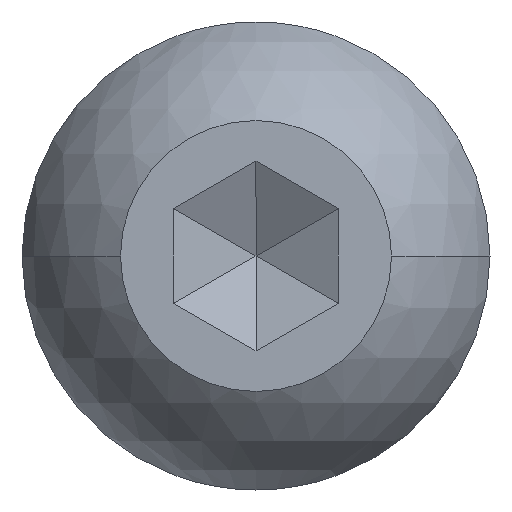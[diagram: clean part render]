
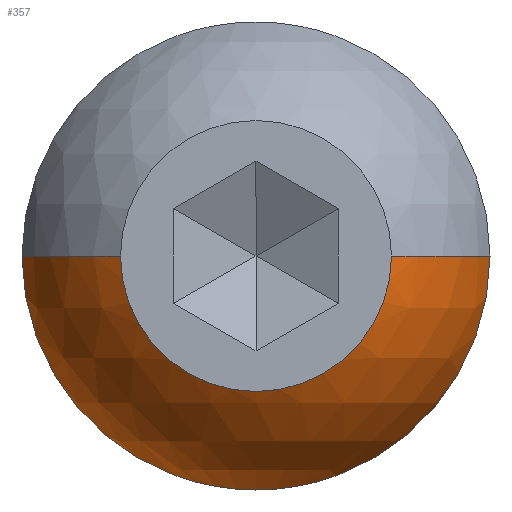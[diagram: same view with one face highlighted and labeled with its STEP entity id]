
A CAD part, left-side view. The second image highlights one B-rep face of the part: STEP entity #357.
In plain terms, the highlighted spherical face has radius 2.963 mm.
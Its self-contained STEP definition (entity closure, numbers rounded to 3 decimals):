
#17 = DIRECTION ( 'NONE',  ( 0., 0., 1. ) ) ;
#25 = FACE_OUTER_BOUND ( 'NONE', #333, .T. ) ;
#36 = DIRECTION ( 'NONE',  ( 0., 0., 1. ) ) ;
#61 = VERTEX_POINT ( 'NONE', #382 ) ;
#81 = DIRECTION ( 'NONE',  ( 0., 0., -1. ) ) ;
#101 = CIRCLE ( 'NONE', #273, 2.963 ) ;
#106 = AXIS2_PLACEMENT_3D ( 'NONE', #494, #36, #409 ) ;
#112 = EDGE_CURVE ( 'NONE', #474, #61, #162, .T. ) ;
#120 = CIRCLE ( 'NONE', #336, 1.65 ) ;
#128 = AXIS2_PLACEMENT_3D ( 'NONE', #427, #337, #17 ) ;
#131 = DIRECTION ( 'NONE',  ( 0., 0., 1. ) ) ;
#135 = CARTESIAN_POINT ( 'NONE',  ( 2.461, 0., 0. ) ) ;
#162 = CIRCLE ( 'NONE', #106, 2.963 ) ;
#190 = ORIENTED_EDGE ( 'NONE', *, *, #112, .F. ) ;
#201 = ORIENTED_EDGE ( 'NONE', *, *, #278, .T. ) ;
#210 = DIRECTION ( 'NONE',  ( -1., 0., 0. ) ) ;
#211 = CARTESIAN_POINT ( 'NONE',  ( 0., 0., 0. ) ) ;
#215 = VERTEX_POINT ( 'NONE', #509 ) ;
#222 = ORIENTED_EDGE ( 'NONE', *, *, #306, .F. ) ;
#255 = DIRECTION ( 'NONE',  ( 0., 0., -1. ) ) ;
#269 = ORIENTED_EDGE ( 'NONE', *, *, #432, .T. ) ;
#270 = AXIS2_PLACEMENT_3D ( 'NONE', #135, #255, #303 ) ;
#273 = AXIS2_PLACEMENT_3D ( 'NONE', #326, #81, #373 ) ;
#278 = EDGE_CURVE ( 'NONE', #215, #463, #101, .T. ) ;
#303 = DIRECTION ( 'NONE',  ( 0., 1., 0. ) ) ;
#306 = EDGE_CURVE ( 'NONE', #61, #463, #120, .T. ) ;
#326 = CARTESIAN_POINT ( 'NONE',  ( 2.461, 0., 0. ) ) ;
#333 = EDGE_LOOP ( 'NONE', ( #269, #201, #222, #190 ) ) ;
#336 = AXIS2_PLACEMENT_3D ( 'NONE', #211, #210, #131 ) ;
#337 = DIRECTION ( 'NONE',  ( -1., 0., 0. ) ) ;
#347 = CARTESIAN_POINT ( 'NONE',  ( 1.65, 2.85, 0. ) ) ;
#357 = ADVANCED_FACE ( 'NONE', ( #25 ), #450, .T. ) ;
#373 = DIRECTION ( 'NONE',  ( 0., 1., 0. ) ) ;
#382 = CARTESIAN_POINT ( 'NONE',  ( 0., 1.65, 0. ) ) ;
#399 = CARTESIAN_POINT ( 'NONE',  ( 0., -1.65, 0. ) ) ;
#409 = DIRECTION ( 'NONE',  ( 1., 0., 0. ) ) ;
#427 = CARTESIAN_POINT ( 'NONE',  ( 1.65, 0., 0. ) ) ;
#432 = EDGE_CURVE ( 'AssemCir', #474, #215, #536, .T. ) ;
#450 = SPHERICAL_SURFACE ( 'NONE', #270, 2.963 ) ;
#463 = VERTEX_POINT ( 'NONE', #399 ) ;
#474 = VERTEX_POINT ( 'NONE', #347 ) ;
#494 = CARTESIAN_POINT ( 'NONE',  ( 2.461, 0., 0. ) ) ;
#509 = CARTESIAN_POINT ( 'NONE',  ( 1.65, -2.85, 0. ) ) ;
#536 = CIRCLE ( 'NONE', #128, 2.85 ) ;
